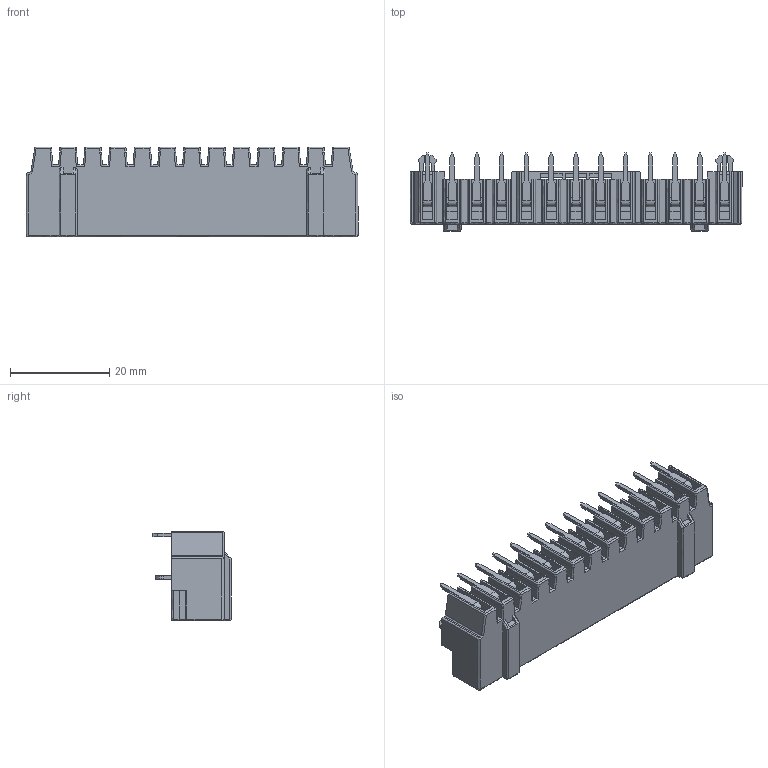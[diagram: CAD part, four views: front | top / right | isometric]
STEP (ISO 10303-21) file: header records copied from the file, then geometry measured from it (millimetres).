
FILE_DESCRIPTION( ('This file contains a STEP AP42 implementation' ,'as created by ZW3D STEP Interface translator.') ,'2;1' );
FILE_NAME( 'WJ9RC-5.0-13P.stp' ,'25 422. 84329', (''), ('ZWCAD Software Co.'), 'Version 1.0', 'ZW3D to STEP translator', '' );
FILE_SCHEMA(('AUTOMOTIVE_DESIGN'));
Length unit declared in the file: millimetre
Products named in the file (2): 0; WJ9RC-5.0-13P蚾饜
Bounding box: 67 x 15.8 x 18.1 mm (x, y, z)
Volume: 4206.7 mm3; surface area: 9380.3 mm2
Topology: 1 solids, 79 shells, 1916 faces, 4806 edges, 3065 vertices
Faces by surface type: bspline 1916
Entity records: 57477 total; most frequent: CARTESIAN_POINT 25880, ORIENTED_EDGE 9610, EDGE_CURVE 4805, B_SPLINE_CURVE_WITH_KNOTS 4505, VERTEX_POINT 3065, EDGE_LOOP 1972, FACE_OUTER_BOUND 1916, ADVANCED_FACE 1916
